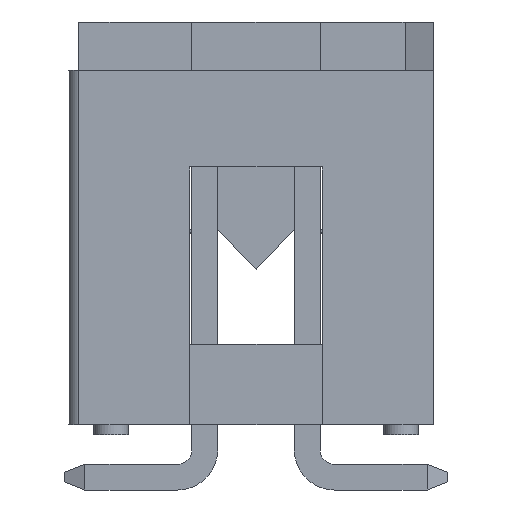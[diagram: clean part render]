
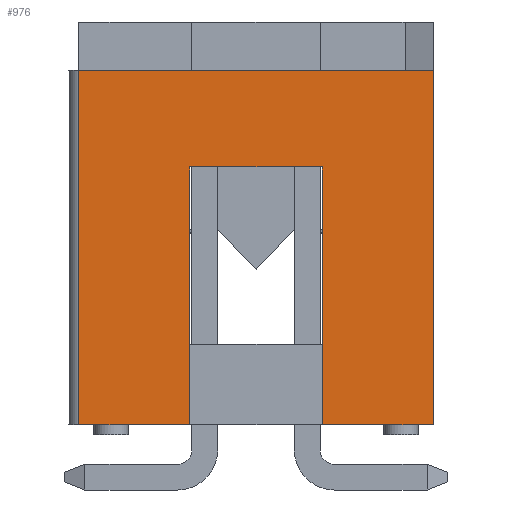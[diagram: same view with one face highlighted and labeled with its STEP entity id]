
A CAD part, left-side view. The second image highlights one B-rep face of the part: STEP entity #976.
In plain terms, the highlighted planar face has unit normal (-1, 0, 0).
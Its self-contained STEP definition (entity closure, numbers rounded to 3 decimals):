
#976 = ADVANCED_FACE( '', ( #1875 ), #1876, .T. );
#1875 = FACE_OUTER_BOUND( '', #2721, .T. );
#1876 = PLANE( '', #2722 );
#2721 = EDGE_LOOP( '', ( #4913, #4914, #4915, #4916, #4917, #4918, #4919, #4920 ) );
#2722 = AXIS2_PLACEMENT_3D( '', #4921, #4922, #4923 );
#4913 = ORIENTED_EDGE( '', *, *, #6034, .T. );
#4914 = ORIENTED_EDGE( '', *, *, #5647, .T. );
#4915 = ORIENTED_EDGE( '', *, *, #5973, .F. );
#4916 = ORIENTED_EDGE( '', *, *, #5805, .T. );
#4917 = ORIENTED_EDGE( '', *, *, #5406, .T. );
#4918 = ORIENTED_EDGE( '', *, *, #5186, .F. );
#4919 = ORIENTED_EDGE( '', *, *, #5975, .F. );
#4920 = ORIENTED_EDGE( '', *, *, #6035, .F. );
#4921 = CARTESIAN_POINT( '', ( -16.53, -4.4, -4.4 ) );
#4922 = DIRECTION( '', ( -1., 0., 0. ) );
#4923 = DIRECTION( '', ( 0., 0., 1. ) );
#5186 = EDGE_CURVE( '', #6119, #6121, #6122, .T. );
#5406 = EDGE_CURVE( '', #6513, #6121, #6514, .T. );
#5647 = EDGE_CURVE( '', #6883, #6880, #6884, .T. );
#5805 = EDGE_CURVE( '', #7088, #6513, #7089, .T. );
#5973 = EDGE_CURVE( '', #7088, #6880, #7283, .T. );
#5975 = EDGE_CURVE( '', #7284, #6119, #7286, .T. );
#6034 = EDGE_CURVE( '', #7351, #6883, #7352, .T. );
#6035 = EDGE_CURVE( '', #7351, #7284, #7353, .T. );
#6119 = VERTEX_POINT( '', #7458 );
#6121 = VERTEX_POINT( '', #7461 );
#6122 = LINE( '', #7462, #7463 );
#6513 = VERTEX_POINT( '', #8040 );
#6514 = LINE( '', #8041, #8042 );
#6880 = VERTEX_POINT( '', #8588 );
#6883 = VERTEX_POINT( '', #8592 );
#6884 = LINE( '', #8593, #8594 );
#7088 = VERTEX_POINT( '', #8901 );
#7089 = LINE( '', #8902, #8903 );
#7283 = LINE( '', #9189, #9190 );
#7284 = VERTEX_POINT( '', #9191 );
#7286 = LINE( '', #9194, #9195 );
#7351 = VERTEX_POINT( '', #9292 );
#7352 = LINE( '', #9293, #9294 );
#7353 = LINE( '', #9295, #9296 );
#7458 = CARTESIAN_POINT( '', ( -16.53, 4.4, -4.4 ) );
#7461 = CARTESIAN_POINT( '', ( -16.53, 4.4, 4.4 ) );
#7462 = CARTESIAN_POINT( '', ( -16.53, 4.4, -4.4 ) );
#7463 = VECTOR( '', #9358, 1000. );
#8040 = CARTESIAN_POINT( '', ( -16.53, -4.4, 4.4 ) );
#8041 = CARTESIAN_POINT( '', ( -16.53, -4.4, 4.4 ) );
#8042 = VECTOR( '', #9560, 1000. );
#8588 = CARTESIAN_POINT( '', ( -16.53, -1.65, -4.4 ) );
#8592 = CARTESIAN_POINT( '', ( -16.53, -1.65, 2. ) );
#8593 = CARTESIAN_POINT( '', ( -16.53, -1.65, 2. ) );
#8594 = VECTOR( '', #9757, 1000. );
#8901 = CARTESIAN_POINT( '', ( -16.53, -4.4, -4.4 ) );
#8902 = CARTESIAN_POINT( '', ( -16.53, -4.4, -4.4 ) );
#8903 = VECTOR( '', #9879, 1000. );
#9189 = CARTESIAN_POINT( '', ( -16.53, -4.4, -4.4 ) );
#9190 = VECTOR( '', #9987, 1000. );
#9191 = CARTESIAN_POINT( '', ( -16.53, 1.65, -4.4 ) );
#9194 = CARTESIAN_POINT( '', ( -16.53, -4.4, -4.4 ) );
#9195 = VECTOR( '', #9989, 1000. );
#9292 = CARTESIAN_POINT( '', ( -16.53, 1.65, 2. ) );
#9293 = CARTESIAN_POINT( '', ( -16.53, 1.65, 2. ) );
#9294 = VECTOR( '', #10025, 1000. );
#9295 = CARTESIAN_POINT( '', ( -16.53, 1.65, 2. ) );
#9296 = VECTOR( '', #10026, 1000. );
#9358 = DIRECTION( '', ( 0., 0., 1. ) );
#9560 = DIRECTION( '', ( 0., 1., 0. ) );
#9757 = DIRECTION( '', ( 0., 0., -1. ) );
#9879 = DIRECTION( '', ( 0., 0., 1. ) );
#9987 = DIRECTION( '', ( 0., 1., 0. ) );
#9989 = DIRECTION( '', ( 0., 1., 0. ) );
#10025 = DIRECTION( '', ( 0., -1., 0. ) );
#10026 = DIRECTION( '', ( 0., 0., -1. ) );
